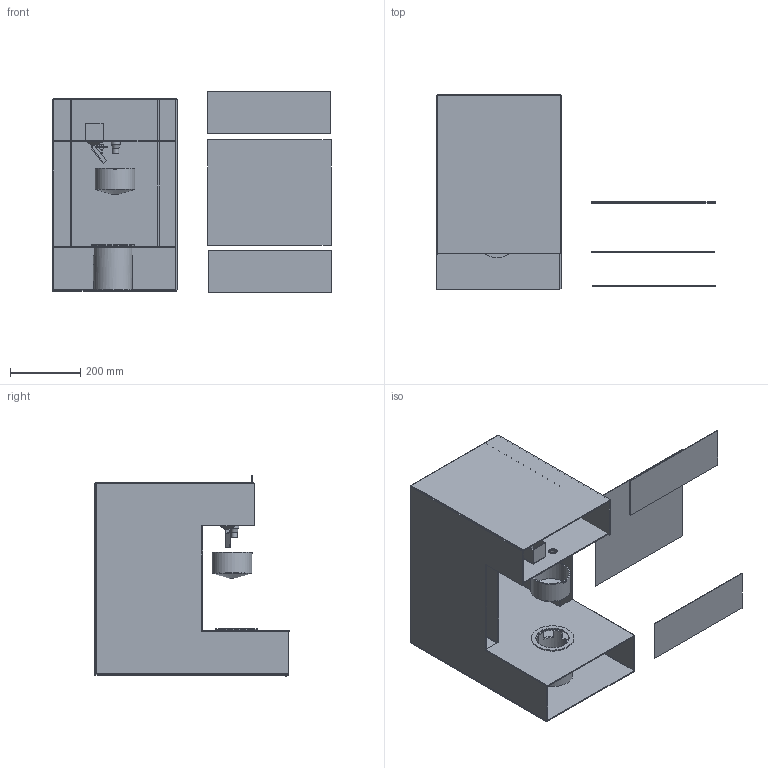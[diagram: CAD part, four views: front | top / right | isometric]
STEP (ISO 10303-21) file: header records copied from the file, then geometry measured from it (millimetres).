
FILE_DESCRIPTION(/* description */ ('STEP AP242','CAx-IF Rec.Pracs.---Representation and Presentation of Product Manufacturing Information (PMI)---4.0---2014-10-13','CAx-IF Rec.Pracs.---3D Tessellated Geometry---0.4---2014-09-14','2;1'),/* implementation_level */ '2;1');
FILE_NAME(/* name */ '65d95a22b9cd2549fbedacc8',/* time_stamp */ '2024-02-24T02:53:23Z',/* author */ (''),/* organization */ (''),/* preprocessor_version */ 'ST-DEVELOPER v19.4',/* originating_system */ ' ',/* authorisation */ ' ');
FILE_SCHEMA (('AP242_MANAGED_MODEL_BASED_3D_ENGINEERING_MIM_LF { 1 0 10303 442 1 1 4 }'));
Length unit declared in the file: metre
Products named in the file (19): Assembly 1; Part 1; Heating Element
Assembly tree (18 placements, depth 2):
  Assembly 1
    Part 1
    Part 1
    Part 1
    Part 1
    Part 1
    Part 1
    Part 1
    Part 1
    Heating Element
    Part 1
    Part 1
    Part 1
    Part 1
    Part 1
    Part 1
    Part 1
    Part 1
    Part 1
Bounding box: 791.33 x 553.35 x 571.43 mm (x, y, z)
Volume: 5468048.2 mm3; surface area: 3461477.6 mm2
Topology: 18 solids, 18 shells, 183 faces, 417 edges, 270 vertices
Faces by surface type: plane 158, cylinder 22, cone 3
Full cylindrical faces by diameter (mm): 3 x2, 4 x2, 5 x1, 10 x1, 14 x2, 18 x1, 20 x1, 25 x1, 96.05 x2, 99 x1, 107 x1, 111 x1, 113 x1, 120 x1
Entity records: 5463 total; most frequent: CARTESIAN_POINT 864, DIRECTION 858, ORIENTED_EDGE 788, EDGE_CURVE 394, LINE 334, VECTOR 334, VERTEX_POINT 268, AXIS2_PLACEMENT_3D 262
